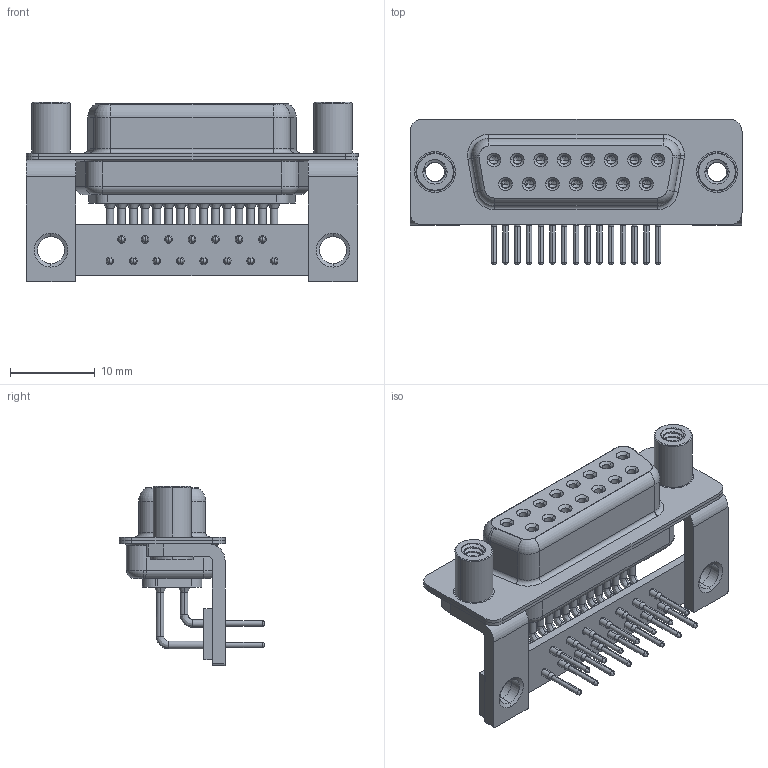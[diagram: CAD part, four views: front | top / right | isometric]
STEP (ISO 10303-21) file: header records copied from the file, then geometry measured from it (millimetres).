
FILE_DESCRIPTION (( 'STEP AP203' ), '1' );
FILE_NAME ('630-M15-640-GT6.STEP', '2018-09-26T00:05:55', ( '' ), ( '' ), 'SwSTEP 2.0', 'SolidWorks 2016', '' );
FILE_SCHEMA (( 'CONFIG_CONTROL_DESIGN' ));
Length unit declared in the file: millimetre
Products named in the file (9): 630M Stabilizer Board_15 Contacts; 630M Housing_15 Contacts; 630-M15-640-GT6; 630M Shell Front_15 Contacts; 630M Shell Rear_15 Contacts; 630M Contact Row 1; 630M Contact Row 2; 630M Stabilizer Bracket; 630M 4-40 Threaded Standoff
Assembly tree (23 placements, depth 2):
  630-M15-640-GT6
    630M Housing_15 Contacts
    630M Shell Front_15 Contacts
    630M Shell Rear_15 Contacts
    630M Contact Row 1  x8
    630M Contact Row 2  x7
    630M Stabilizer Bracket  x2
    630M 4-40 Threaded Standoff  x2
    630M Stabilizer Board_15 Contacts
Bounding box: 39.2 x 17.2 x 21.2 mm (x, y, z)
Volume: 3171.1 mm3; surface area: 8035.3 mm2
Topology: 23 solids, 23 shells, 1204 faces, 3070 edges, 1940 vertices
Faces by surface type: cylinder 576, plane 320, cone 179, bspline 66, torus 63
Entity records: 21397 total; most frequent: CARTESIAN_POINT 5280, DIRECTION 3339, ORIENTED_EDGE 2934, EDGE_CURVE 1467, AXIS2_PLACEMENT_3D 1378, VERTEX_POINT 936, CIRCLE 757, EDGE_LOOP 747
